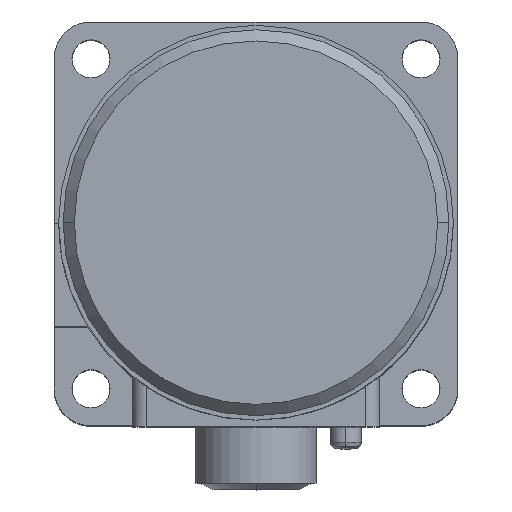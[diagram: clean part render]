
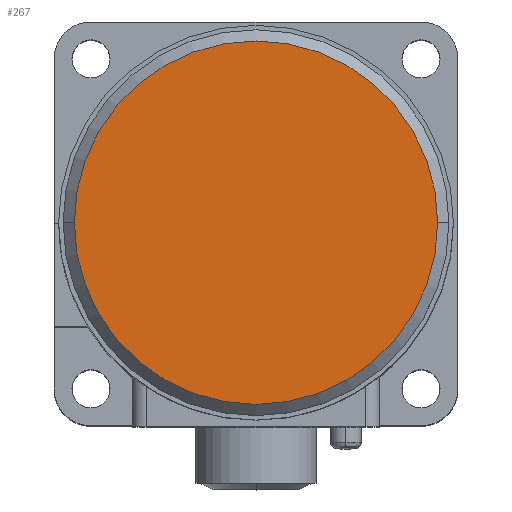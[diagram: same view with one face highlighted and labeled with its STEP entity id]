
A CAD part, top view. The second image highlights one B-rep face of the part: STEP entity #267.
In plain terms, the highlighted planar face has unit normal (0, 0, 1).
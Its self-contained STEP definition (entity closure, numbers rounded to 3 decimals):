
#57 = AXIS2_PLACEMENT_3D ( 'NONE', #5653, #4993, #4347 ) ;
#179 = ORIENTED_EDGE ( 'NONE', *, *, #4569, .F. ) ;
#267 = ADVANCED_FACE ( 'NONE', ( #3731 ), #1073, .T. ) ;
#522 = EDGE_LOOP ( 'NONE', ( #860, #179 ) ) ;
#642 = DIRECTION ( 'NONE',  ( -1., 0., 0. ) ) ;
#740 = CIRCLE ( 'NONE', #1957, 40.5 ) ;
#860 = ORIENTED_EDGE ( 'NONE', *, *, #3325, .F. ) ;
#1073 = PLANE ( 'NONE',  #1707 ) ;
#1290 = DIRECTION ( 'NONE',  ( 0., 0., -1. ) ) ;
#1707 = AXIS2_PLACEMENT_3D ( 'NONE', #5407, #4767, #4113 ) ;
#1941 = CARTESIAN_POINT ( 'NONE',  ( 0., 0., 164. ) ) ;
#1957 = AXIS2_PLACEMENT_3D ( 'NONE', #1941, #1290, #642 ) ;
#2538 = CIRCLE ( 'NONE', #57, 40.5 ) ;
#2848 = CARTESIAN_POINT ( 'NONE',  ( -40.5, 0., 164. ) ) ;
#3325 = EDGE_CURVE ( 'NONE', #4736, #5903, #740, .T. ) ;
#3731 = FACE_OUTER_BOUND ( 'NONE', #522, .T. ) ;
#4113 = DIRECTION ( 'NONE',  ( 0., -1., 0. ) ) ;
#4347 = DIRECTION ( 'NONE',  ( -1., 0., 0. ) ) ;
#4569 = EDGE_CURVE ( 'NONE', #5903, #4736, #2538, .T. ) ;
#4736 = VERTEX_POINT ( 'NONE', #2848 ) ;
#4767 = DIRECTION ( 'NONE',  ( 0., 0., 1. ) ) ;
#4993 = DIRECTION ( 'NONE',  ( 0., 0., -1. ) ) ;
#5051 = CARTESIAN_POINT ( 'NONE',  ( 40.5, 0., 164. ) ) ;
#5407 = CARTESIAN_POINT ( 'NONE',  ( 0., 0., 164. ) ) ;
#5653 = CARTESIAN_POINT ( 'NONE',  ( 0., 0., 164. ) ) ;
#5903 = VERTEX_POINT ( 'NONE', #5051 ) ;
